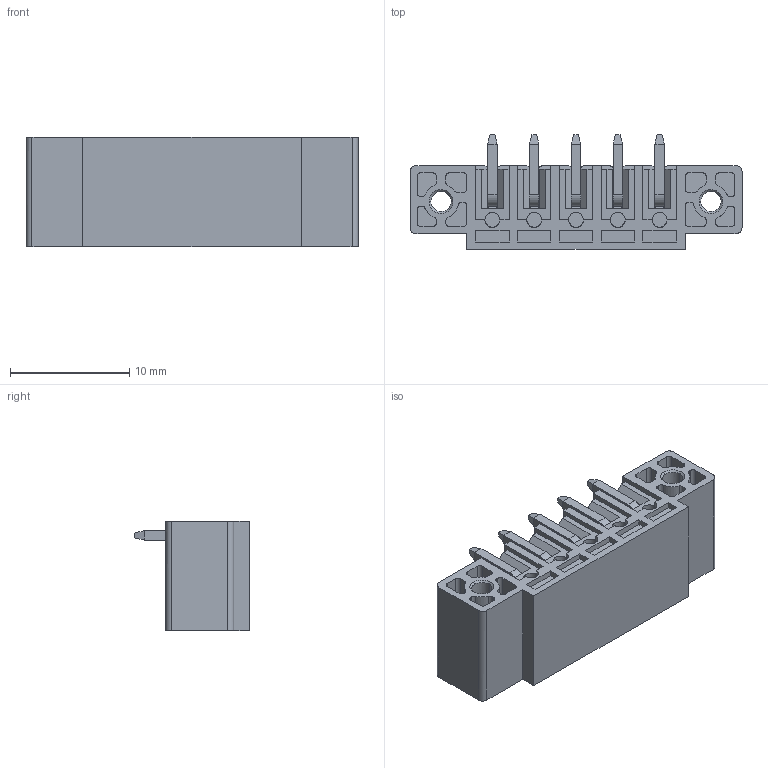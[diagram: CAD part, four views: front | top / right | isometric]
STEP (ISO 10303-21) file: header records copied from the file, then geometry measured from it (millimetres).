
FILE_DESCRIPTION( ('This file contains a STEP AP42 implementation' ,'as created by ZW3D STEP Interface translator.') ,'2;1' );
FILE_NAME( 'WJ15EDGRM-THR-3.5-05P-00A.stp' ,'23 625. 91339', (''), ('ZWCAD Software Co.'), 'Version 1.0', 'ZW3D to STEP translator', '' );
FILE_SCHEMA(('AUTOMOTIVE_DESIGN'));
Length unit declared in the file: millimetre
Products named in the file (2): 0; wj15edgrm-thr-3_5-02_24.asm
Bounding box: 27.8 x 9.6 x 9.2 mm (x, y, z)
Volume: 930.4 mm3; surface area: 2594.8 mm2
Topology: 1 solids, 1 shells, 1122 faces, 3440 edges, 2165 vertices
Faces by surface type: bspline 1122
Entity records: 44352 total; most frequent: CARTESIAN_POINT 23973, ORIENTED_EDGE 6920, EDGE_CURVE 3458, B_SPLINE_CURVE_WITH_KNOTS 2233, VERTEX_POINT 2183, EDGE_LOOP 1221, FACE_OUTER_BOUND 1122, ADVANCED_FACE 1122
